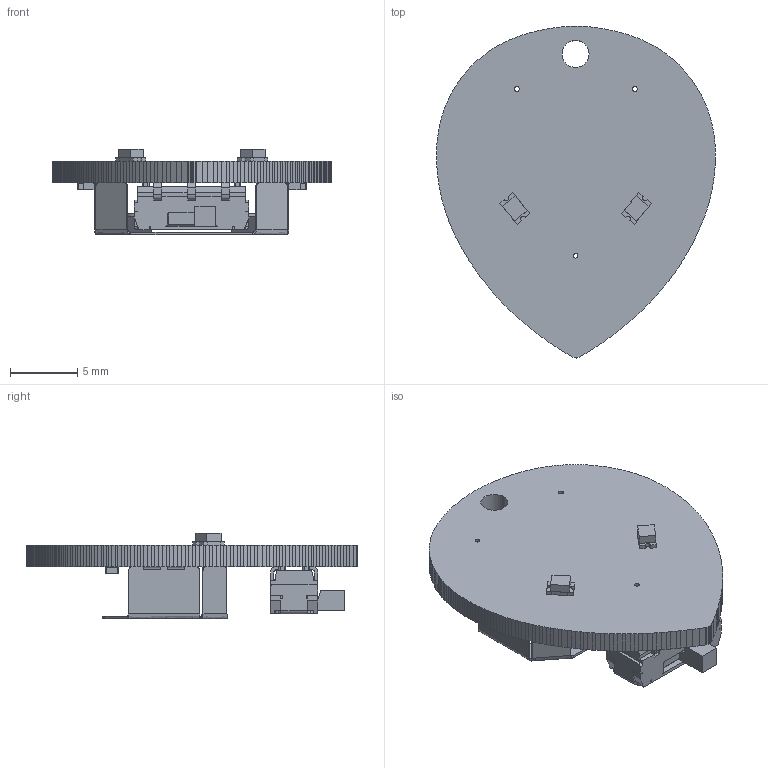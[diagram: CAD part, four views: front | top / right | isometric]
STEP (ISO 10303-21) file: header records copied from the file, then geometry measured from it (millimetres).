
FILE_DESCRIPTION(/* description */ (''),/* implementation_level */ '2;1');
FILE_NAME(/* name */ 'alien.step',/* time_stamp */ '2021-11-28T12:26:35-06:00',/* author */ (''),/* organization */ (''),/* preprocessor_version */ 'ST-DEVELOPER v18.1',/* originating_system */ 'Autodesk Translation Framework v10.10.0.1391',/* authorisation */ '');
FILE_SCHEMA (('AUTOMOTIVE_DESIGN { 1 0 10303 214 3 1 1 }'));
Length unit declared in the file: millimetre
Products named in the file (9): alien; PCB Component; Board; CHIP-LED0805; 2.2k; BAT-HLD-012-SMT; CL-SB-22A-02T-SLIDE-SWITCH-TUCKED-PADS; _22A-11_c; _2Side setting_s
Assembly tree (10 placements, depth 4):
  alien
    PCB Component
      Board
      CHIP-LED0805  x2
      2.2k  x2
      BAT-HLD-012-SMT
      CL-SB-22A-02T-SLIDE-SWITCH-TUCKED-PADS
        _22A-11_c
        _2Side setting_s
Bounding box: 20.68 x 24.6 x 6.34 mm (x, y, z)
Volume: 698.7 mm3; surface area: 1538.8 mm2
Topology: 8 solids, 8 shells, 919 faces, 2485 edges, 1578 vertices
Faces by surface type: plane 696, cylinder 136, bspline 55, sphere 32
Full cylindrical faces by diameter (mm): 0.35 x3, 0.8 x1, 1 x1, 2 x1
Entity records: 27278 total; most frequent: CARTESIAN_POINT 5225, ORIENTED_EDGE 4610, DIRECTION 4216, EDGE_CURVE 2305, LINE 1962, VECTOR 1962, VERTEX_POINT 1474, AXIS2_PLACEMENT_3D 1127
